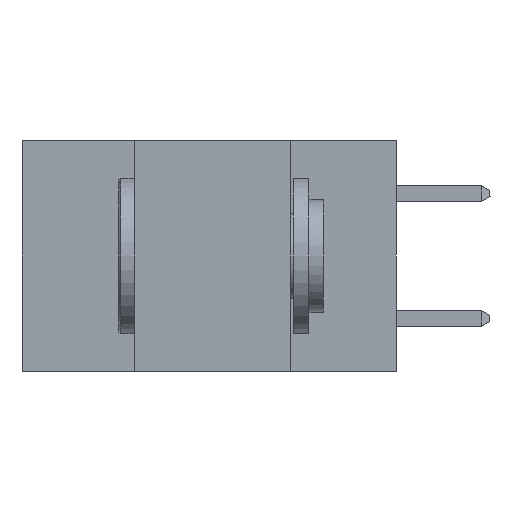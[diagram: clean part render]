
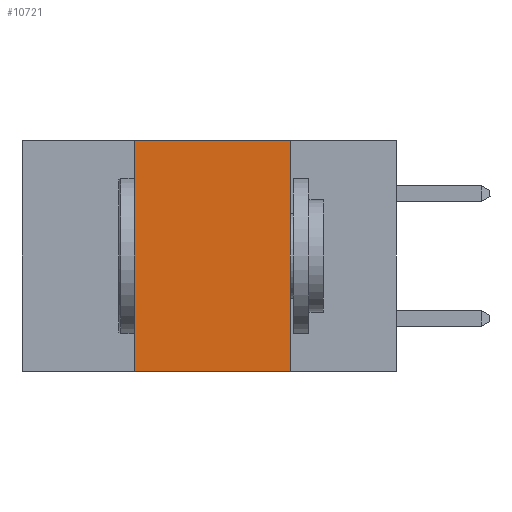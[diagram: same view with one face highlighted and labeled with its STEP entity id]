
A CAD part, left-side view. The second image highlights one B-rep face of the part: STEP entity #10721.
In plain terms, the highlighted planar face has unit normal (-1, 0, 0).
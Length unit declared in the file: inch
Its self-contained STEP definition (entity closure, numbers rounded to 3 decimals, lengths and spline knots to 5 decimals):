
#536 = VECTOR ( 'NONE', #15828, 39.37008 ) ;
#728 = DIRECTION ( 'NONE',  ( 0., -1., 0. ) ) ;
#1618 = PLANE ( 'NONE',  #8716 ) ;
#1950 = CARTESIAN_POINT ( 'NONE',  ( 0., 0.42, 0. ) ) ;
#2571 = CARTESIAN_POINT ( 'NONE',  ( 0., 0.42, 0. ) ) ;
#3223 = VERTEX_POINT ( 'NONE', #9525 ) ;
#3367 = CARTESIAN_POINT ( 'NONE',  ( 0., 0.6, -0.37 ) ) ;
#4158 = EDGE_CURVE ( 'NONE', #3223, #9663, #11114, .T. ) ;
#4501 = LINE ( 'NONE', #17739, #14108 ) ;
#4661 = ORIENTED_EDGE ( 'NONE', *, *, #17488, .F. ) ;
#6645 = CARTESIAN_POINT ( 'NONE',  ( 0., 0.17, -0.37 ) ) ;
#6913 = DIRECTION ( 'NONE',  ( 0., 0., -1. ) ) ;
#7114 = ORIENTED_EDGE ( 'NONE', *, *, #13577, .F. ) ;
#8090 = EDGE_LOOP ( 'NONE', ( #4661, #7114, #10003, #11701 ) ) ;
#8338 = FACE_OUTER_BOUND ( 'NONE', #8090, .T. ) ;
#8716 = AXIS2_PLACEMENT_3D ( 'NONE', #14079, #15159, #6913 ) ;
#9066 = DIRECTION ( 'NONE',  ( 0., 0., 1. ) ) ;
#9525 = CARTESIAN_POINT ( 'NONE',  ( 0., 0.42, -0.37 ) ) ;
#9663 = VERTEX_POINT ( 'NONE', #6645 ) ;
#10003 = ORIENTED_EDGE ( 'NONE', *, *, #11732, .F. ) ;
#10103 = CARTESIAN_POINT ( 'NONE',  ( 0., 0.17, 0. ) ) ;
#10493 = VERTEX_POINT ( 'NONE', #2571 ) ;
#10721 = ADVANCED_FACE ( 'NONE', ( #8338 ), #1618, .F. ) ;
#10757 = VECTOR ( 'NONE', #9066, 39.37008 ) ;
#10810 = VERTEX_POINT ( 'NONE', #10103 ) ;
#11114 = LINE ( 'NONE', #3367, #17832 ) ;
#11701 = ORIENTED_EDGE ( 'NONE', *, *, #4158, .T. ) ;
#11732 = EDGE_CURVE ( 'NONE', #3223, #10493, #15340, .T. ) ;
#12608 = LINE ( 'NONE', #14370, #536 ) ;
#13577 = EDGE_CURVE ( 'NONE', #10493, #10810, #12608, .T. ) ;
#14079 = CARTESIAN_POINT ( 'NONE',  ( 0., 0.6, 0. ) ) ;
#14108 = VECTOR ( 'NONE', #14752, 39.37008 ) ;
#14370 = CARTESIAN_POINT ( 'NONE',  ( 0., 0.6, 0. ) ) ;
#14752 = DIRECTION ( 'NONE',  ( 0., 0., -1. ) ) ;
#15159 = DIRECTION ( 'NONE',  ( 1., 0., 0. ) ) ;
#15340 = LINE ( 'NONE', #1950, #10757 ) ;
#15828 = DIRECTION ( 'NONE',  ( 0., -1., 0. ) ) ;
#17488 = EDGE_CURVE ( 'NONE', #10810, #9663, #4501, .T. ) ;
#17739 = CARTESIAN_POINT ( 'NONE',  ( 0., 0.17, 0. ) ) ;
#17832 = VECTOR ( 'NONE', #728, 39.37008 ) ;
